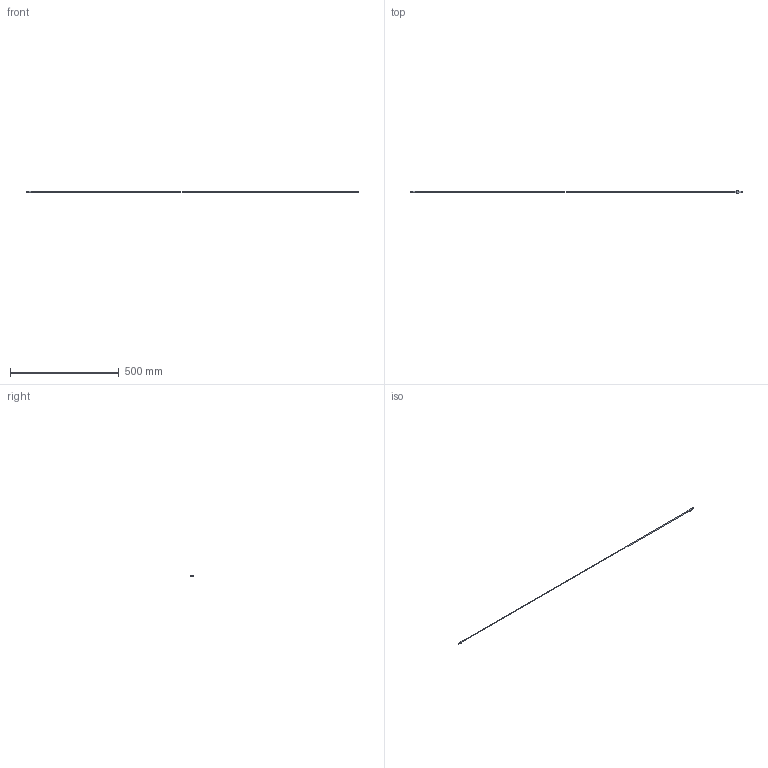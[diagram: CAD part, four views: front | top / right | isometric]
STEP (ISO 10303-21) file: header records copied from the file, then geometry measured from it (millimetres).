
FILE_DESCRIPTION( ( 'STEP AP214' ), '1' );
FILE_NAME( 'SMF0404X080X026.step', '2018-09-04T04:30:44', ( ' ' ), ( ' ' ), 'XStep 1.0', ' ', ' ' );
FILE_SCHEMA( ( 'automotive_design' ) );
Length unit declared in the file: millimetre
Products named in the file (1): 1
Bounding box: 1526 x 10 x 7 mm (x, y, z)
Volume: 14836.1 mm3; surface area: 16938.5 mm2
Topology: 1 solids, 1 shells, 49 faces, 105 edges, 65 vertices
Faces by surface type: cylinder 23, plane 15, torus 10, cone 1
Full cylindrical faces by diameter (mm): 2.2 x2, 3.4 x1, 3.8 x1, 4 x1, 5 x1, 7 x1
Entity records: 1698 total; most frequent: CARTESIAN_POINT 278, DIRECTION 224, ORIENTED_EDGE 182, AXIS2_PLACEMENT_3D 95, EDGE_CURVE 91, EDGE_LOOP 66, VERTEX_POINT 61, FACE_OUTER_BOUND 58
